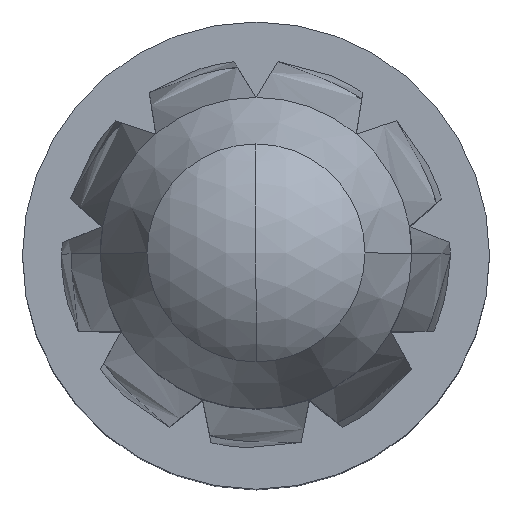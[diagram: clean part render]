
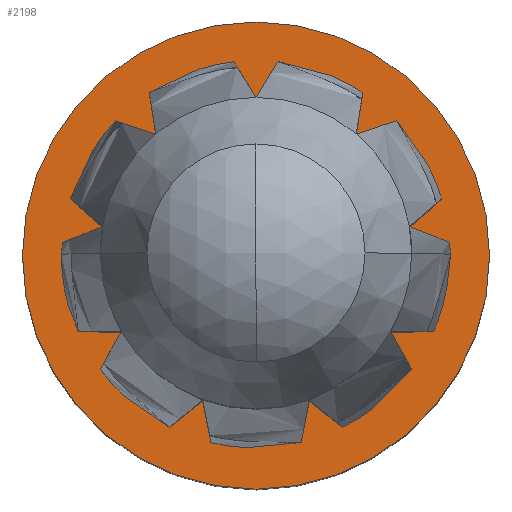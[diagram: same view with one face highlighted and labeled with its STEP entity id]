
A CAD part, top view. The second image highlights one B-rep face of the part: STEP entity #2198.
In plain terms, the highlighted planar face has unit normal (0, 0, 1).
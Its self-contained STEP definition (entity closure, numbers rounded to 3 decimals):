
#72 = CARTESIAN_POINT ( 'NONE',  ( 2., 0., 6. ) ) ;
#141 = AXIS2_PLACEMENT_3D ( 'NONE', #901, #190, #1102 ) ;
#146 = CARTESIAN_POINT ( 'NONE',  ( 3., 0., 6. ) ) ;
#150 = DIRECTION ( 'NONE',  ( 0., 0., -1. ) ) ;
#190 = DIRECTION ( 'NONE',  ( 0., 0., -1. ) ) ;
#240 = EDGE_CURVE ( 'NONE', #639, #1531, #460, .T. ) ;
#244 = CARTESIAN_POINT ( 'NONE',  ( -3., 0., 6. ) ) ;
#256 = EDGE_CURVE ( 'NONE', #1531, #639, #1868, .T. ) ;
#307 = ORIENTED_EDGE ( 'NONE', *, *, #1684, .T. ) ;
#343 = CIRCLE ( 'NONE', #584, 2. ) ;
#398 = FACE_OUTER_BOUND ( 'NONE', #2161, .T. ) ;
#460 = CIRCLE ( 'NONE', #141, 3. ) ;
#490 = VERTEX_POINT ( 'NONE', #72 ) ;
#584 = AXIS2_PLACEMENT_3D ( 'NONE', #1988, #1969, #1786 ) ;
#639 = VERTEX_POINT ( 'NONE', #146 ) ;
#786 = CARTESIAN_POINT ( 'NONE',  ( -2., 0., 6. ) ) ;
#875 = DIRECTION ( 'NONE',  ( -1., 0., 0. ) ) ;
#888 = CARTESIAN_POINT ( 'NONE',  ( 0., 0., 6. ) ) ;
#901 = CARTESIAN_POINT ( 'NONE',  ( 0., 0., 6. ) ) ;
#906 = AXIS2_PLACEMENT_3D ( 'NONE', #888, #1641, #1796 ) ;
#997 = CARTESIAN_POINT ( 'NONE',  ( 0., 0., 6. ) ) ;
#1027 = AXIS2_PLACEMENT_3D ( 'NONE', #1429, #2325, #1987 ) ;
#1102 = DIRECTION ( 'NONE',  ( -1., 0., 0. ) ) ;
#1309 = FACE_BOUND ( 'NONE', #1872, .T. ) ;
#1429 = CARTESIAN_POINT ( 'NONE',  ( 0., 3., 6. ) ) ;
#1531 = VERTEX_POINT ( 'NONE', #244 ) ;
#1559 = VERTEX_POINT ( 'NONE', #786 ) ;
#1641 = DIRECTION ( 'NONE',  ( 0., 0., -1. ) ) ;
#1667 = EDGE_CURVE ( 'NONE', #1559, #490, #1780, .T. ) ;
#1684 = EDGE_CURVE ( 'NONE', #490, #1559, #343, .T. ) ;
#1780 = CIRCLE ( 'NONE', #906, 2. ) ;
#1786 = DIRECTION ( 'NONE',  ( -1., 0., 0. ) ) ;
#1796 = DIRECTION ( 'NONE',  ( -1., 0., 0. ) ) ;
#1868 = CIRCLE ( 'NONE', #2309, 3. ) ;
#1872 = EDGE_LOOP ( 'NONE', ( #1953, #307 ) ) ;
#1903 = ORIENTED_EDGE ( 'NONE', *, *, #240, .F. ) ;
#1953 = ORIENTED_EDGE ( 'NONE', *, *, #1667, .T. ) ;
#1969 = DIRECTION ( 'NONE',  ( 0., 0., -1. ) ) ;
#1987 = DIRECTION ( 'NONE',  ( 1., 0., 0. ) ) ;
#1988 = CARTESIAN_POINT ( 'NONE',  ( 0., 0., 6. ) ) ;
#2005 = PLANE ( 'NONE',  #1027 ) ;
#2012 = ORIENTED_EDGE ( 'NONE', *, *, #256, .F. ) ;
#2161 = EDGE_LOOP ( 'NONE', ( #2012, #1903 ) ) ;
#2198 = ADVANCED_FACE ( 'NONE', ( #1309, #398 ), #2005, .T. ) ;
#2309 = AXIS2_PLACEMENT_3D ( 'NONE', #997, #150, #875 ) ;
#2325 = DIRECTION ( 'NONE',  ( 0., 0., 1. ) ) ;
